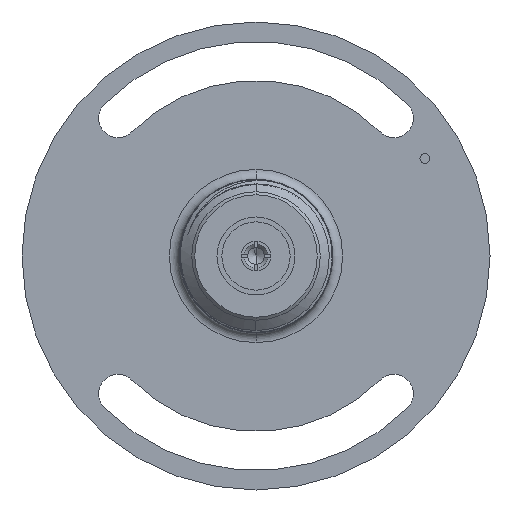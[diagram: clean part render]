
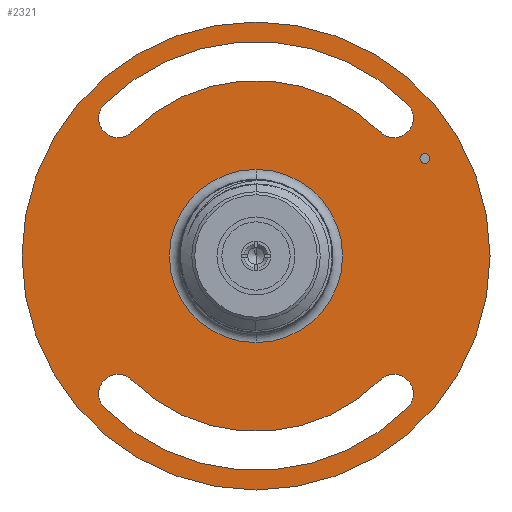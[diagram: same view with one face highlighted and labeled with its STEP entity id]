
A CAD part, left-side view. The second image highlights one B-rep face of the part: STEP entity #2321.
In plain terms, the highlighted planar face has unit normal (-1, 0, 0).
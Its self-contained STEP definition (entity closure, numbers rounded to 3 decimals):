
#183=CARTESIAN_POINT('',(-6.404,0.,0.));
#184=DIRECTION('',(1.,0.,0.));
#185=DIRECTION('',(0.,0.,1.));
#186=AXIS2_PLACEMENT_3D('',#183,#184,#185);
#188=CARTESIAN_POINT('',(-6.404,0.,0.));
#189=DIRECTION('',(1.,0.,0.));
#190=DIRECTION('',(0.,0.,-1.));
#191=AXIS2_PLACEMENT_3D('',#188,#189,#190);
#193=CARTESIAN_POINT('',(-6.404,0.,0.));
#194=DIRECTION('',(-1.,0.,0.));
#195=DIRECTION('',(0.,0.,1.));
#196=AXIS2_PLACEMENT_3D('',#193,#194,#195);
#198=CARTESIAN_POINT('',(-6.404,0.,0.));
#199=DIRECTION('',(-1.,0.,0.));
#200=DIRECTION('',(0.,0.,-1.));
#201=AXIS2_PLACEMENT_3D('',#198,#199,#200);
#203=CARTESIAN_POINT('',(-6.404,-14.14,-14.14));
#204=DIRECTION('',(-1.,0.,0.));
#205=DIRECTION('',(0.,-0.707,-0.707));
#206=AXIS2_PLACEMENT_3D('',#203,#204,#205);
#208=CARTESIAN_POINT('',(-6.404,-14.14,-14.14));
#209=DIRECTION('',(-1.,0.,0.));
#210=DIRECTION('',(0.,-1.,0.));
#211=AXIS2_PLACEMENT_3D('',#208,#209,#210);
#213=CARTESIAN_POINT('',(-6.404,0.,0.));
#214=DIRECTION('',(1.,0.,0.));
#215=DIRECTION('',(0.,-0.707,-0.707));
#216=AXIS2_PLACEMENT_3D('',#213,#214,#215);
#218=CARTESIAN_POINT('',(-6.404,14.14,-14.14));
#219=DIRECTION('',(-1.,0.,0.));
#220=DIRECTION('',(0.,-0.707,0.707));
#221=AXIS2_PLACEMENT_3D('',#218,#219,#220);
#223=CARTESIAN_POINT('',(-6.404,14.14,-14.14));
#224=DIRECTION('',(-1.,0.,0.));
#225=DIRECTION('',(0.,1.,0.));
#226=AXIS2_PLACEMENT_3D('',#223,#224,#225);
#228=CARTESIAN_POINT('',(-6.404,0.,0.));
#229=DIRECTION('',(-1.,0.,0.));
#230=DIRECTION('',(0.,0.707,-0.707));
#231=AXIS2_PLACEMENT_3D('',#228,#229,#230);
#233=CARTESIAN_POINT('',(-6.404,14.14,14.14));
#234=DIRECTION('',(-1.,0.,0.));
#235=DIRECTION('',(0.,0.707,0.707));
#236=AXIS2_PLACEMENT_3D('',#233,#234,#235);
#238=CARTESIAN_POINT('',(-6.404,14.14,14.14));
#239=DIRECTION('',(-1.,0.,0.));
#240=DIRECTION('',(0.,1.,0.));
#241=AXIS2_PLACEMENT_3D('',#238,#239,#240);
#243=CARTESIAN_POINT('',(-6.404,0.,0.));
#244=DIRECTION('',(1.,0.,0.));
#245=DIRECTION('',(0.,0.707,0.707));
#246=AXIS2_PLACEMENT_3D('',#243,#244,#245);
#248=CARTESIAN_POINT('',(-6.404,-14.14,14.14));
#249=DIRECTION('',(-1.,0.,0.));
#250=DIRECTION('',(0.,0.707,-0.707));
#251=AXIS2_PLACEMENT_3D('',#248,#249,#250);
#253=CARTESIAN_POINT('',(-6.404,-14.14,14.14));
#254=DIRECTION('',(-1.,0.,0.));
#255=DIRECTION('',(0.,-1.,0.));
#256=AXIS2_PLACEMENT_3D('',#253,#254,#255);
#258=CARTESIAN_POINT('',(-6.404,0.,0.));
#259=DIRECTION('',(-1.,0.,0.));
#260=DIRECTION('',(0.,-0.707,0.707));
#261=AXIS2_PLACEMENT_3D('',#258,#259,#260);
#263=CARTESIAN_POINT('',(-6.404,-17.318,9.998));
#264=DIRECTION('',(-1.,0.,0.));
#265=DIRECTION('',(0.,0.,1.));
#266=AXIS2_PLACEMENT_3D('',#263,#264,#265);
#268=CARTESIAN_POINT('',(-6.404,-17.318,9.998));
#269=DIRECTION('',(-1.,0.,0.));
#270=DIRECTION('',(0.,0.,-1.));
#271=AXIS2_PLACEMENT_3D('',#268,#269,#270);
#1830=CARTESIAN_POINT('',(-6.404,0.,-24.));
#1831=VERTEX_POINT('',#1830);
#1832=CARTESIAN_POINT('',(-6.404,0.,24.));
#1833=VERTEX_POINT('',#1832);
#1834=CARTESIAN_POINT('',(-6.404,0.,8.882));
#1835=CARTESIAN_POINT('',(-6.404,0.,-8.882));
#1836=VERTEX_POINT('',#1834);
#1837=VERTEX_POINT('',#1835);
#1838=CARTESIAN_POINT('',(-6.404,-16.14,-14.14));
#1839=CARTESIAN_POINT('',(-6.404,-12.726,
-12.726));
#1840=VERTEX_POINT('',#1838);
#1841=VERTEX_POINT('',#1839);
#1842=CARTESIAN_POINT('',(-6.404,-15.554,
-15.554));
#1843=VERTEX_POINT('',#1842);
#1844=CARTESIAN_POINT('',(-6.404,12.726,
-12.726));
#1845=VERTEX_POINT('',#1844);
#1846=CARTESIAN_POINT('',(-6.404,16.14,-14.14));
#1847=CARTESIAN_POINT('',(-6.404,15.554,
-15.554));
#1848=VERTEX_POINT('',#1846);
#1849=VERTEX_POINT('',#1847);
#1850=CARTESIAN_POINT('',(-6.404,16.14,14.14));
#1851=CARTESIAN_POINT('',(-6.404,12.726,12.726));
#1852=VERTEX_POINT('',#1850);
#1853=VERTEX_POINT('',#1851);
#1854=CARTESIAN_POINT('',(-6.404,15.554,15.554));
#1855=VERTEX_POINT('',#1854);
#1856=CARTESIAN_POINT('',(-6.404,-12.726,
12.726));
#1857=VERTEX_POINT('',#1856);
#1858=CARTESIAN_POINT('',(-6.404,-16.14,14.14));
#1859=CARTESIAN_POINT('',(-6.404,-15.554,
15.554));
#1860=VERTEX_POINT('',#1858);
#1861=VERTEX_POINT('',#1859);
#1862=CARTESIAN_POINT('',(-6.404,-17.318,
10.498));
#1863=CARTESIAN_POINT('',(-6.404,-17.318,
9.498));
#1864=VERTEX_POINT('',#1862);
#1865=VERTEX_POINT('',#1863);
#2272=CARTESIAN_POINT('',(-6.404,0.,0.));
#2273=DIRECTION('',(1.,0.,0.));
#2274=DIRECTION('',(0.,0.,1.));
#2275=AXIS2_PLACEMENT_3D('',#2272,#2273,#2274);
#2276=PLANE('',#2275);
#2277=ORIENTED_EDGE('',*,*,#2265,.T.);
#2278=ORIENTED_EDGE('',*,*,#2254,.T.);
#2279=EDGE_LOOP('',(#2277,#2278));
#2280=FACE_OUTER_BOUND('',#2279,.F.);
#2282=ORIENTED_EDGE('',*,*,#2281,.T.);
#2284=ORIENTED_EDGE('',*,*,#2283,.T.);
#2285=EDGE_LOOP('',(#2282,#2284));
#2286=FACE_BOUND('',#2285,.F.);
#2288=ORIENTED_EDGE('',*,*,#2287,.T.);
#2290=ORIENTED_EDGE('',*,*,#2289,.T.);
#2292=ORIENTED_EDGE('',*,*,#2291,.T.);
#2294=ORIENTED_EDGE('',*,*,#2293,.T.);
#2296=ORIENTED_EDGE('',*,*,#2295,.T.);
#2298=ORIENTED_EDGE('',*,*,#2297,.T.);
#2299=EDGE_LOOP('',(#2288,#2290,#2292,#2294,#2296,#2298));
#2300=FACE_BOUND('',#2299,.F.);
#2302=ORIENTED_EDGE('',*,*,#2301,.T.);
#2304=ORIENTED_EDGE('',*,*,#2303,.T.);
#2306=ORIENTED_EDGE('',*,*,#2305,.T.);
#2308=ORIENTED_EDGE('',*,*,#2307,.T.);
#2310=ORIENTED_EDGE('',*,*,#2309,.T.);
#2312=ORIENTED_EDGE('',*,*,#2311,.T.);
#2313=EDGE_LOOP('',(#2302,#2304,#2306,#2308,#2310,#2312));
#2314=FACE_BOUND('',#2313,.F.);
#2316=ORIENTED_EDGE('',*,*,#2315,.T.);
#2318=ORIENTED_EDGE('',*,*,#2317,.T.);
#2319=EDGE_LOOP('',(#2316,#2318));
#2320=FACE_BOUND('',#2319,.F.);
#187=CIRCLE('',#186,24.);
#192=CIRCLE('',#191,24.);
#197=CIRCLE('',#196,8.882);
#202=CIRCLE('',#201,8.882);
#207=CIRCLE('',#206,2.);
#212=CIRCLE('',#211,2.);
#217=CIRCLE('',#216,17.997);
#222=CIRCLE('',#221,2.);
#227=CIRCLE('',#226,2.);
#232=CIRCLE('',#231,21.997);
#237=CIRCLE('',#236,2.);
#242=CIRCLE('',#241,2.);
#247=CIRCLE('',#246,17.997);
#252=CIRCLE('',#251,2.);
#257=CIRCLE('',#256,2.);
#262=CIRCLE('',#261,21.997);
#267=CIRCLE('',#266,0.5);
#272=CIRCLE('',#271,0.5);
#2254=EDGE_CURVE('',#1831,#1833,#192,.T.);
#2265=EDGE_CURVE('',#1833,#1831,#187,.T.);
#2281=EDGE_CURVE('',#1836,#1837,#197,.T.);
#2283=EDGE_CURVE('',#1837,#1836,#202,.T.);
#2287=EDGE_CURVE('',#1843,#1840,#207,.T.);
#2289=EDGE_CURVE('',#1840,#1841,#212,.T.);
#2291=EDGE_CURVE('',#1841,#1845,#217,.T.);
#2293=EDGE_CURVE('',#1845,#1848,#222,.T.);
#2295=EDGE_CURVE('',#1848,#1849,#227,.T.);
#2297=EDGE_CURVE('',#1849,#1843,#232,.T.);
#2301=EDGE_CURVE('',#1855,#1852,#237,.T.);
#2303=EDGE_CURVE('',#1852,#1853,#242,.T.);
#2305=EDGE_CURVE('',#1853,#1857,#247,.T.);
#2307=EDGE_CURVE('',#1857,#1860,#252,.T.);
#2309=EDGE_CURVE('',#1860,#1861,#257,.T.);
#2311=EDGE_CURVE('',#1861,#1855,#262,.T.);
#2315=EDGE_CURVE('',#1864,#1865,#267,.T.);
#2317=EDGE_CURVE('',#1865,#1864,#272,.T.);
#2321=ADVANCED_FACE('',(#2280,#2286,#2300,#2314,#2320),#2276,.F.);
